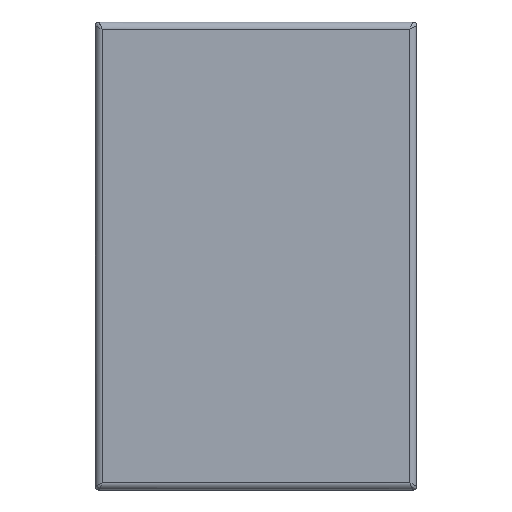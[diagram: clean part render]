
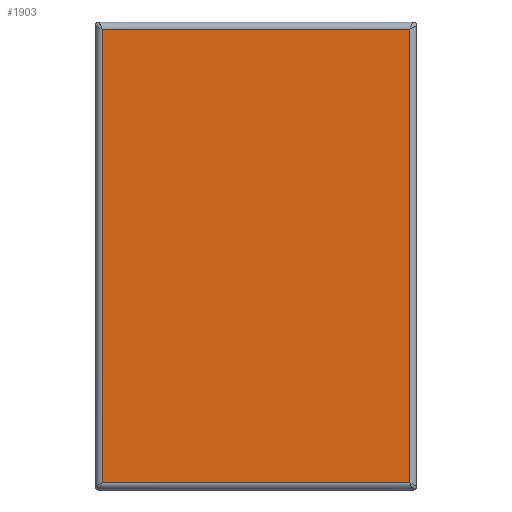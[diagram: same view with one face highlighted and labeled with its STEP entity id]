
A CAD part, left-side view. The second image highlights one B-rep face of the part: STEP entity #1903.
In plain terms, the highlighted planar face has unit normal (-1, 0, 0).
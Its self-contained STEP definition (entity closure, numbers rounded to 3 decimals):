
#96 = ORIENTED_EDGE ( 'NONE', *, *, #565, .T. ) ;
#114 = LINE ( 'NONE', #1892, #541 ) ;
#187 = LINE ( 'NONE', #2547, #2636 ) ;
#188 = EDGE_CURVE ( 'NONE', #2264, #559, #2475, .T. ) ;
#355 = EDGE_LOOP ( 'NONE', ( #624, #919, #1644, #96 ) ) ;
#461 = LINE ( 'NONE', #2472, #1434 ) ;
#541 = VECTOR ( 'NONE', #2112, 1000. ) ;
#559 = VERTEX_POINT ( 'NONE', #2082 ) ;
#565 = EDGE_CURVE ( 'NONE', #1891, #2264, #114, .T. ) ;
#578 = CARTESIAN_POINT ( 'NONE',  ( -2.25, 2.15, -1.55 ) ) ;
#624 = ORIENTED_EDGE ( 'NONE', *, *, #188, .T. ) ;
#743 = VECTOR ( 'NONE', #933, 1000. ) ;
#825 = CARTESIAN_POINT ( 'NONE',  ( -2.25, 0.05, 1.55 ) ) ;
#919 = ORIENTED_EDGE ( 'NONE', *, *, #2042, .T. ) ;
#933 = DIRECTION ( 'NONE',  ( 0., 1., 0. ) ) ;
#1042 = PLANE ( 'NONE',  #2596 ) ;
#1240 = DIRECTION ( 'NONE',  ( 0., 0., 1. ) ) ;
#1338 = CARTESIAN_POINT ( 'NONE',  ( -2.25, 2.2, 1.55 ) ) ;
#1434 = VECTOR ( 'NONE', #1676, 1000. ) ;
#1644 = ORIENTED_EDGE ( 'NONE', *, *, #2199, .T. ) ;
#1676 = DIRECTION ( 'NONE',  ( 0., 0., -1. ) ) ;
#1729 = VERTEX_POINT ( 'NONE', #578 ) ;
#1807 = CARTESIAN_POINT ( 'NONE',  ( -2.25, 0., 0. ) ) ;
#1891 = VERTEX_POINT ( 'NONE', #2016 ) ;
#1892 = CARTESIAN_POINT ( 'NONE',  ( -2.25, 0.05, 1.6 ) ) ;
#1903 = ADVANCED_FACE ( 'NONE', ( #2400 ), #1042, .F. ) ;
#2016 = CARTESIAN_POINT ( 'NONE',  ( -2.25, 0.05, -1.55 ) ) ;
#2042 = EDGE_CURVE ( 'NONE', #559, #1729, #461, .T. ) ;
#2082 = CARTESIAN_POINT ( 'NONE',  ( -2.25, 2.15, 1.55 ) ) ;
#2112 = DIRECTION ( 'NONE',  ( 0., 0., 1. ) ) ;
#2153 = DIRECTION ( 'NONE',  ( 0., -1., 0. ) ) ;
#2199 = EDGE_CURVE ( 'NONE', #1729, #1891, #187, .T. ) ;
#2215 = DIRECTION ( 'NONE',  ( 1., 0., 0. ) ) ;
#2264 = VERTEX_POINT ( 'NONE', #825 ) ;
#2400 = FACE_OUTER_BOUND ( 'NONE', #355, .T. ) ;
#2472 = CARTESIAN_POINT ( 'NONE',  ( -2.25, 2.15, -1.6 ) ) ;
#2475 = LINE ( 'NONE', #1338, #743 ) ;
#2547 = CARTESIAN_POINT ( 'NONE',  ( -2.25, 0., -1.55 ) ) ;
#2596 = AXIS2_PLACEMENT_3D ( 'NONE', #1807, #2215, #1240 ) ;
#2636 = VECTOR ( 'NONE', #2153, 1000. ) ;
